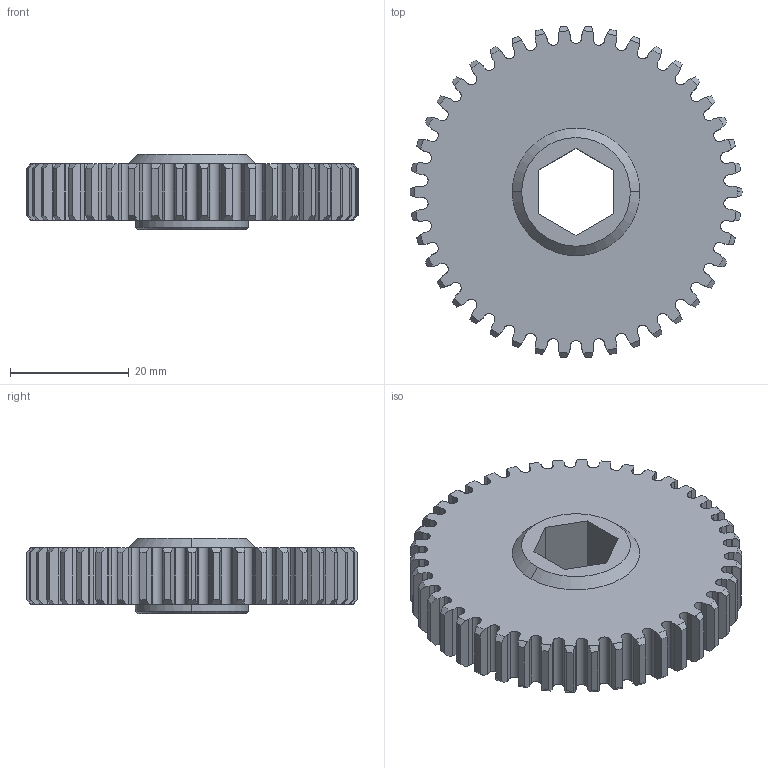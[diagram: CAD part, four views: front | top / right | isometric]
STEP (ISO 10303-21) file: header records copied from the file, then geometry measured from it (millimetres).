
FILE_DESCRIPTION (( 'STEP AP203' ), '1' );
FILE_NAME ('REV-21-1932.STEP', '2023-09-25T16:48:36', ( '' ), ( '' ), 'SwSTEP 2.0', 'SolidWorks 2022', '' );
FILE_SCHEMA (( 'CONFIG_CONTROL_DESIGN' ));
Length unit declared in the file: millimetre
Products named in the file (1): REV-21-1932
Bounding box: 55.88 x 55.8 x 12.7 mm (x, y, z)
Volume: 10584.3 mm3; surface area: 9163.8 mm2
Topology: 1 solids, 1 shells, 507 faces, 1503 edges, 1000 vertices
Faces by surface type: bspline 168, plane 139, cylinder 105, cone 91, torus 4
Entity records: 21858 total; most frequent: CARTESIAN_POINT 9402, ORIENTED_EDGE 3006, DIRECTION 1991, EDGE_CURVE 1503, VERTEX_POINT 1000, LINE 681, VECTOR 681, AXIS2_PLACEMENT_3D 655
